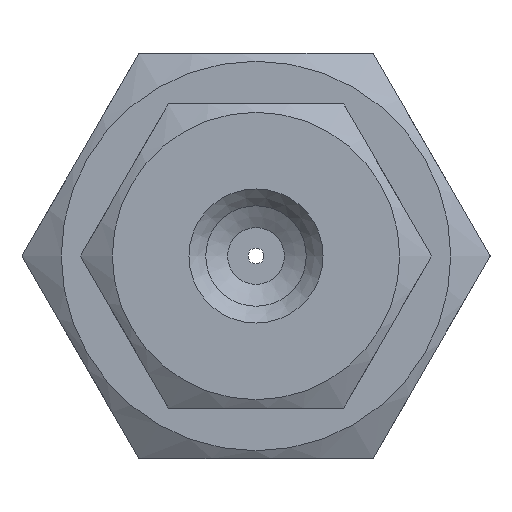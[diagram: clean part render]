
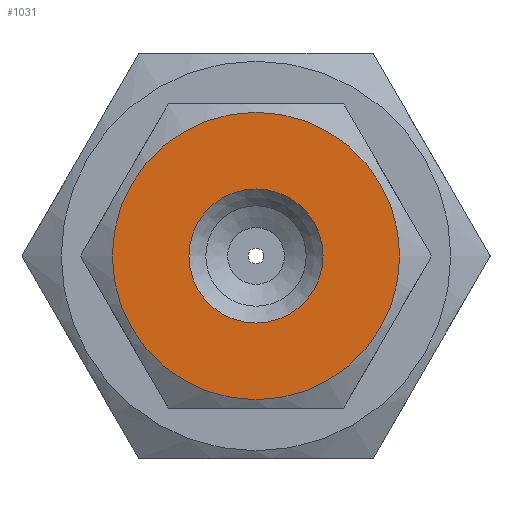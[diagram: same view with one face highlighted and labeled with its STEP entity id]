
A CAD part, left-side view. The second image highlights one B-rep face of the part: STEP entity #1031.
In plain terms, the highlighted planar face has unit normal (-1, 0, 0).
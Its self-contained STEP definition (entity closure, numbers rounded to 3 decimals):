
#899=CARTESIAN_POINT('',(-4.53,-0.525,-0.909));
#900=VERTEX_POINT('',#899);
#901=CARTESIAN_POINT('',(-4.53,0.,0.));
#902=DIRECTION('',(1.0,0.,0.));
#903=DIRECTION('',(0.,-0.5,-0.866));
#904=AXIS2_PLACEMENT_3D('',#901,#902,#903);
#905=CIRCLE('',#904,1.05);
#906=EDGE_CURVE('',#900,#900,#905,.T.);
#1008=CARTESIAN_POINT('',(-4.53,1.125,1.949));
#1009=VERTEX_POINT('',#1008);
#1010=CARTESIAN_POINT('',(-4.53,0.,0.));
#1011=DIRECTION('',(1.0,0.,0.));
#1012=DIRECTION('',(0.,-0.5,-0.866));
#1013=AXIS2_PLACEMENT_3D('',#1010,#1011,#1012);
#1014=CIRCLE('',#1013,2.25);
#1015=EDGE_CURVE('',#1009,#1009,#1014,.T.);
#1020=CARTESIAN_POINT('',(-4.53,0.688,1.191));
#1021=DIRECTION('',(-1.0,0.0,0.0));
#1022=DIRECTION('',(0.0,-0.866,0.5));
#1023=AXIS2_PLACEMENT_3D('',#1020,#1021,#1022);
#1024=PLANE('',#1023);
#1025=ORIENTED_EDGE('',*,*,#1015,.F.);
#1026=EDGE_LOOP('',(#1025));
#1027=FACE_OUTER_BOUND('',#1026,.T.);
#1028=ORIENTED_EDGE('',*,*,#906,.T.);
#1029=EDGE_LOOP('',(#1028));
#1030=FACE_BOUND('',#1029,.T.);
#1031=ADVANCED_FACE('',(#1027,#1030),#1024,.T.);
